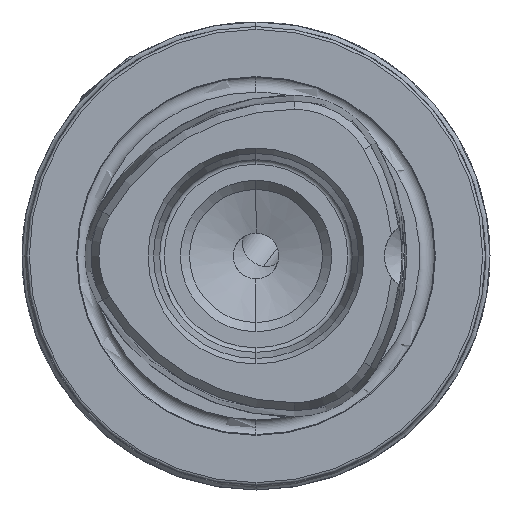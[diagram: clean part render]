
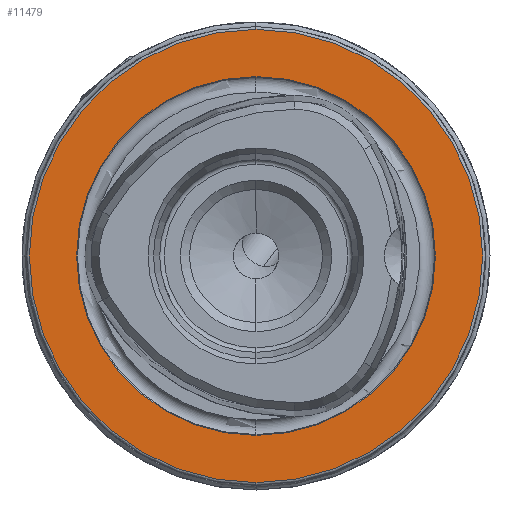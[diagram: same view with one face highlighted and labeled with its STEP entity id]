
A CAD part, left-side view. The second image highlights one B-rep face of the part: STEP entity #11479.
In plain terms, the highlighted planar face has unit normal (-1, 0, 0).
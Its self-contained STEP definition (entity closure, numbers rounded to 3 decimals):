
#516 = CARTESIAN_POINT ( 'NONE',  ( 0., 0., 0. ) ) ;
#736 = DIRECTION ( 'NONE',  ( 0., 0., 1. ) ) ;
#903 = CIRCLE ( 'NONE', #10365, 24.7 ) ;
#1004 = CARTESIAN_POINT ( 'NONE',  ( 0., 0., 24.7 ) ) ;
#1040 = VERTEX_POINT ( 'NONE', #2985 ) ;
#1101 = DIRECTION ( 'NONE',  ( -1., 0., 0. ) ) ;
#1621 = FACE_OUTER_BOUND ( 'NONE', #10684, .T. ) ;
#1657 = DIRECTION ( 'NONE',  ( -1., 0., 0. ) ) ;
#2331 = CIRCLE ( 'NONE', #11651, 24.7 ) ;
#2796 = DIRECTION ( 'NONE',  ( 0., 0., 1. ) ) ;
#2889 = CARTESIAN_POINT ( 'NONE',  ( 0., 0., 0. ) ) ;
#2985 = CARTESIAN_POINT ( 'NONE',  ( 0., 0., 19.55 ) ) ;
#3021 = DIRECTION ( 'NONE',  ( -1., 0., 0. ) ) ;
#3150 = EDGE_CURVE ( 'NONE', #1040, #7929, #11133, .T. ) ;
#4028 = ORIENTED_EDGE ( 'NONE', *, *, #6365, .T. ) ;
#4250 = PLANE ( 'NONE',  #6076 ) ;
#4395 = EDGE_CURVE ( 'NONE', #10992, #12103, #903, .T. ) ;
#5037 = EDGE_CURVE ( 'NONE', #7929, #1040, #8214, .T. ) ;
#5162 = DIRECTION ( 'NONE',  ( 0., 0., 1. ) ) ;
#6076 = AXIS2_PLACEMENT_3D ( 'NONE', #9910, #13390, #13493 ) ;
#6365 = EDGE_CURVE ( 'NONE', #12103, #10992, #2331, .T. ) ;
#6447 = CARTESIAN_POINT ( 'NONE',  ( 0., 0., 0. ) ) ;
#6731 = CARTESIAN_POINT ( 'NONE',  ( 0., 0., -24.7 ) ) ;
#7929 = VERTEX_POINT ( 'NONE', #8087 ) ;
#8061 = FACE_BOUND ( 'NONE', #8375, .T. ) ;
#8087 = CARTESIAN_POINT ( 'NONE',  ( 0., 0., -19.55 ) ) ;
#8214 = CIRCLE ( 'NONE', #13162, 19.55 ) ;
#8375 = EDGE_LOOP ( 'NONE', ( #9423, #12146 ) ) ;
#9423 = ORIENTED_EDGE ( 'NONE', *, *, #3150, .F. ) ;
#9572 = AXIS2_PLACEMENT_3D ( 'NONE', #6447, #13438, #12322 ) ;
#9910 = CARTESIAN_POINT ( 'NONE',  ( 0., 19.55, 0. ) ) ;
#10365 = AXIS2_PLACEMENT_3D ( 'NONE', #11132, #3021, #736 ) ;
#10684 = EDGE_LOOP ( 'NONE', ( #4028, #11073 ) ) ;
#10992 = VERTEX_POINT ( 'NONE', #6731 ) ;
#11073 = ORIENTED_EDGE ( 'NONE', *, *, #4395, .T. ) ;
#11132 = CARTESIAN_POINT ( 'NONE',  ( 0., 0., 0. ) ) ;
#11133 = CIRCLE ( 'NONE', #9572, 19.55 ) ;
#11479 = ADVANCED_FACE ( 'NONE', ( #8061, #1621 ), #4250, .F. ) ;
#11651 = AXIS2_PLACEMENT_3D ( 'NONE', #516, #1657, #2796 ) ;
#12103 = VERTEX_POINT ( 'NONE', #1004 ) ;
#12146 = ORIENTED_EDGE ( 'NONE', *, *, #5037, .F. ) ;
#12322 = DIRECTION ( 'NONE',  ( 0., 0., 1. ) ) ;
#13162 = AXIS2_PLACEMENT_3D ( 'NONE', #2889, #1101, #5162 ) ;
#13390 = DIRECTION ( 'NONE',  ( 1., 0., 0. ) ) ;
#13438 = DIRECTION ( 'NONE',  ( -1., 0., 0. ) ) ;
#13493 = DIRECTION ( 'NONE',  ( 0., 0., -1. ) ) ;
